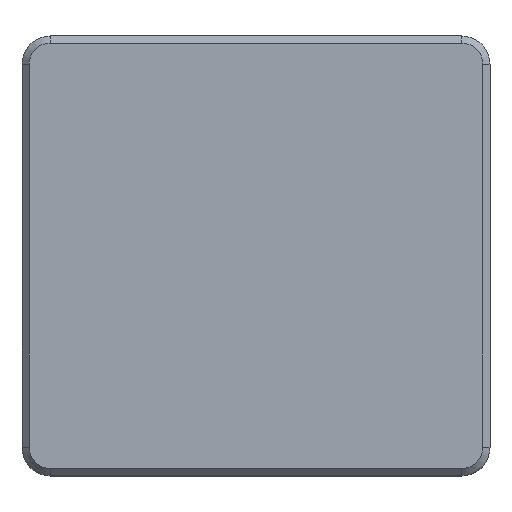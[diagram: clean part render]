
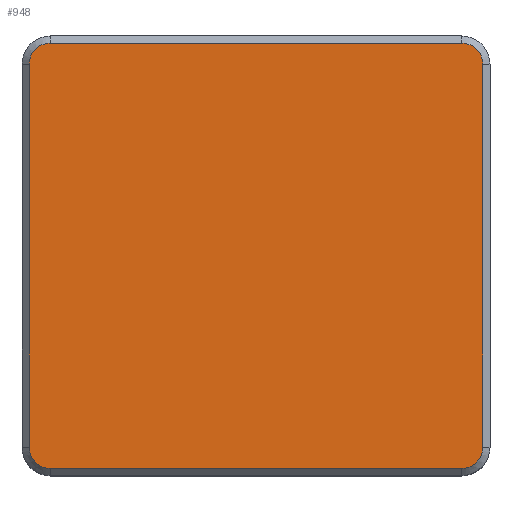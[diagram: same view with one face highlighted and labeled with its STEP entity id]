
A CAD part, top view. The second image highlights one B-rep face of the part: STEP entity #948.
In plain terms, the highlighted planar face has unit normal (0, 0, 1).
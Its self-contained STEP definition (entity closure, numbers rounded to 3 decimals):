
#62=CIRCLE('',#1038,0.75);
#64=CIRCLE('',#1042,0.75);
#66=CIRCLE('',#1046,0.75);
#67=CIRCLE('',#1049,0.75);
#125=FACE_OUTER_BOUND('',#187,.T.);
#187=EDGE_LOOP('',(#702,#703,#704,#705,#706,#707,#708,#709));
#256=LINE('',#1524,#336);
#260=LINE('',#1535,#340);
#264=LINE('',#1544,#344);
#266=LINE('',#1550,#346);
#336=VECTOR('',#1220,10.);
#340=VECTOR('',#1232,10.);
#344=VECTOR('',#1242,10.);
#346=VECTOR('',#1250,10.);
#420=VERTEX_POINT('',#1514);
#421=VERTEX_POINT('',#1516);
#423=VERTEX_POINT('',#1522);
#425=VERTEX_POINT('',#1528);
#426=VERTEX_POINT('',#1533);
#427=VERTEX_POINT('',#1538);
#428=VERTEX_POINT('',#1542);
#429=VERTEX_POINT('',#1546);
#504=EDGE_CURVE('',#420,#421,#62,.T.);
#508=EDGE_CURVE('',#423,#420,#256,.T.);
#511=EDGE_CURVE('',#425,#423,#64,.T.);
#514=EDGE_CURVE('',#426,#425,#260,.T.);
#517=EDGE_CURVE('',#427,#426,#66,.T.);
#519=EDGE_CURVE('',#428,#427,#264,.T.);
#521=EDGE_CURVE('',#429,#428,#67,.T.);
#522=EDGE_CURVE('',#421,#429,#266,.T.);
#702=ORIENTED_EDGE('',*,*,#504,.F.);
#703=ORIENTED_EDGE('',*,*,#508,.F.);
#704=ORIENTED_EDGE('',*,*,#511,.F.);
#705=ORIENTED_EDGE('',*,*,#514,.F.);
#706=ORIENTED_EDGE('',*,*,#517,.F.);
#707=ORIENTED_EDGE('',*,*,#519,.F.);
#708=ORIENTED_EDGE('',*,*,#521,.F.);
#709=ORIENTED_EDGE('',*,*,#522,.F.);
#851=PLANE('',#1055);
#948=ADVANCED_FACE('',(#125),#851,.T.);
#1038=AXIS2_PLACEMENT_3D('',#1517,#1212,#1213);
#1042=AXIS2_PLACEMENT_3D('',#1530,#1225,#1226);
#1046=AXIS2_PLACEMENT_3D('',#1540,#1237,#1238);
#1049=AXIS2_PLACEMENT_3D('',#1548,#1246,#1247);
#1055=AXIS2_PLACEMENT_3D('',#1558,#1262,#1263);
#1212=DIRECTION('center_axis',(0.,0.,-1.));
#1213=DIRECTION('ref_axis',(0.,1.,0.));
#1220=DIRECTION('',(0.,1.,0.));
#1225=DIRECTION('center_axis',(0.,0.,-1.));
#1226=DIRECTION('ref_axis',(-1.,0.,0.));
#1232=DIRECTION('',(-1.,0.,0.));
#1237=DIRECTION('center_axis',(0.,0.,-1.));
#1238=DIRECTION('ref_axis',(0.,-1.,0.));
#1242=DIRECTION('',(0.,-1.,0.));
#1246=DIRECTION('center_axis',(0.,0.,-1.));
#1247=DIRECTION('ref_axis',(1.,0.,0.));
#1250=DIRECTION('',(1.,0.,0.));
#1262=DIRECTION('center_axis',(0.,0.,1.));
#1263=DIRECTION('ref_axis',(1.,0.,0.));
#1514=CARTESIAN_POINT('',(-8.,6.75,10.));
#1516=CARTESIAN_POINT('',(-7.25,7.5,10.));
#1517=CARTESIAN_POINT('Origin',(-7.25,6.75,10.));
#1522=CARTESIAN_POINT('',(-8.,-6.75,10.));
#1524=CARTESIAN_POINT('',(-8.,3.375,10.));
#1528=CARTESIAN_POINT('',(-7.25,-7.5,10.));
#1530=CARTESIAN_POINT('Origin',(-7.25,-6.75,10.));
#1533=CARTESIAN_POINT('',(7.25,-7.5,10.));
#1535=CARTESIAN_POINT('',(-3.625,-7.5,10.));
#1538=CARTESIAN_POINT('',(8.,-6.75,10.));
#1540=CARTESIAN_POINT('Origin',(7.25,-6.75,10.));
#1542=CARTESIAN_POINT('',(8.,6.75,10.));
#1544=CARTESIAN_POINT('',(8.,-3.375,10.));
#1546=CARTESIAN_POINT('',(7.25,7.5,10.));
#1548=CARTESIAN_POINT('Origin',(7.25,6.75,10.));
#1550=CARTESIAN_POINT('',(3.625,7.5,10.));
#1558=CARTESIAN_POINT('Origin',(0.,0.,
10.));
